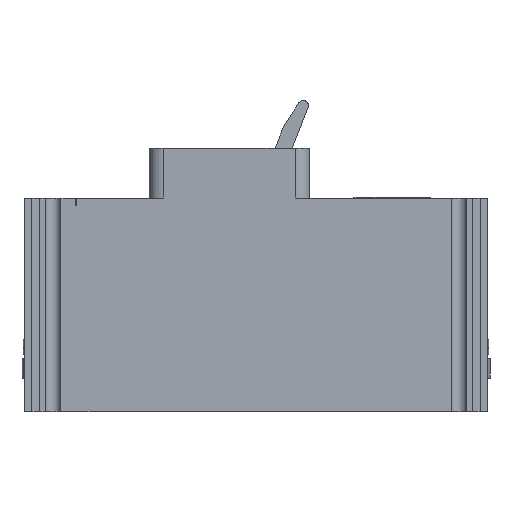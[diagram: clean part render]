
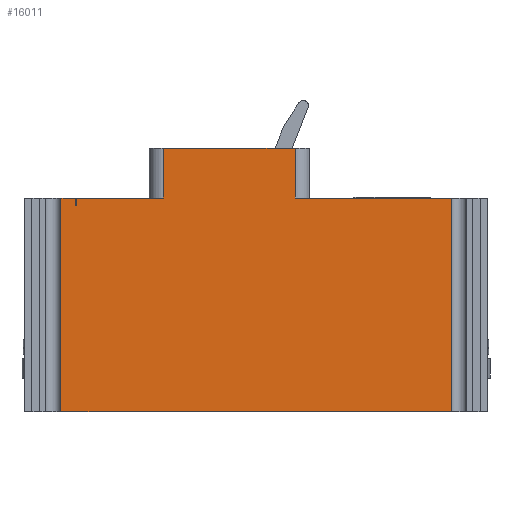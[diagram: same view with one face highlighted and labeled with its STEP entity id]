
A CAD part, left-side view. The second image highlights one B-rep face of the part: STEP entity #16011.
In plain terms, the highlighted planar face has unit normal (-1, 0, 0).
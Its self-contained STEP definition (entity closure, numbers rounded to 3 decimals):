
#134=DIRECTION('',(0.,1.,0.));
#135=VECTOR('',#134,37.);
#136=CARTESIAN_POINT('',(0.,69.124,-3.806));
#137=LINE('',#136,#135);
#141=DIRECTION('',(0.,-1.,0.));
#142=VECTOR('',#141,43.9);
#143=CARTESIAN_POINT('',(0.,69.124,-17.816));
#144=LINE('',#143,#142);
#148=DIRECTION('',(0.,0.,1.));
#149=VECTOR('',#148,60.);
#150=CARTESIAN_POINT('',(0.,25.224,-77.816));
#151=LINE('',#150,#149);
#155=DIRECTION('',(0.,1.,0.));
#156=VECTOR('',#155,109.7);
#157=CARTESIAN_POINT('',(0.,25.224,-77.816));
#158=LINE('',#157,#156);
#162=DIRECTION('',(0.,0.,1.));
#163=VECTOR('',#162,60.);
#164=CARTESIAN_POINT('',(0.,134.924,-77.816));
#165=LINE('',#164,#163);
#169=DIRECTION('',(0.,-1.,0.));
#170=VECTOR('',#169,4.);
#171=CARTESIAN_POINT('',(0.,134.924,-17.816));
#172=LINE('',#171,#170);
#176=DIRECTION('',(0.,0.,1.));
#177=VECTOR('',#176,2.1);
#178=CARTESIAN_POINT('',(0.,130.924,-19.916));
#179=LINE('',#178,#177);
#183=DIRECTION('',(0.,1.,0.));
#184=VECTOR('',#183,0.3);
#185=CARTESIAN_POINT('',(0.,130.624,-19.916));
#186=LINE('',#185,#184);
#190=DIRECTION('',(0.,0.,1.));
#191=VECTOR('',#190,2.1);
#192=CARTESIAN_POINT('',(0.,130.624,-19.916));
#193=LINE('',#192,#191);
#197=DIRECTION('',(0.,-1.,0.));
#198=VECTOR('',#197,24.5);
#199=CARTESIAN_POINT('',(0.,130.624,-17.816));
#200=LINE('',#199,#198);
#204=DIRECTION('',(0.,0.,1.));
#205=VECTOR('',#204,14.01);
#206=CARTESIAN_POINT('',(0.,106.124,-17.816));
#207=LINE('',#206,#205);
#10847=DIRECTION('',(0.,0.,1.));
#10848=VECTOR('',#10847,14.01);
#10849=CARTESIAN_POINT('',(0.,69.124,-17.816));
#10850=LINE('',#10849,#10848);
#15267=CARTESIAN_POINT('',(0.,106.124,-17.816));
#15269=VERTEX_POINT('',#15267);
#15270=CARTESIAN_POINT('',(0.,69.124,-17.816));
#15272=VERTEX_POINT('',#15270);
#15634=CARTESIAN_POINT('',(0.,130.624,-19.916));
#15635=CARTESIAN_POINT('',(0.,130.924,-19.916));
#15636=VERTEX_POINT('',#15634);
#15637=VERTEX_POINT('',#15635);
#15638=CARTESIAN_POINT('',(0.,130.624,-17.816));
#15639=VERTEX_POINT('',#15638);
#15640=CARTESIAN_POINT('',(0.,130.924,-17.816));
#15641=VERTEX_POINT('',#15640);
#15724=CARTESIAN_POINT('',(0.,25.224,-77.816));
#15725=CARTESIAN_POINT('',(0.,25.224,-17.816));
#15726=VERTEX_POINT('',#15724);
#15727=VERTEX_POINT('',#15725);
#15728=CARTESIAN_POINT('',(0.,134.924,-77.816));
#15729=CARTESIAN_POINT('',(0.,134.924,-17.816));
#15730=VERTEX_POINT('',#15728);
#15731=VERTEX_POINT('',#15729);
#15828=CARTESIAN_POINT('',(0.,69.124,-3.806));
#15829=CARTESIAN_POINT('',(0.,106.124,-3.806));
#15830=VERTEX_POINT('',#15828);
#15831=VERTEX_POINT('',#15829);
#15980=CARTESIAN_POINT('',(0.,0.,0.));
#15981=DIRECTION('',(1.,0.,0.));
#15982=DIRECTION('',(0.,0.,-1.));
#15983=AXIS2_PLACEMENT_3D('',#15980,#15981,#15982);
#15984=PLANE('',#15983);
#15986=ORIENTED_EDGE('',*,*,#15985,.F.);
#15988=ORIENTED_EDGE('',*,*,#15987,.F.);
#15990=ORIENTED_EDGE('',*,*,#15989,.T.);
#15992=ORIENTED_EDGE('',*,*,#15991,.F.);
#15994=ORIENTED_EDGE('',*,*,#15993,.T.);
#15996=ORIENTED_EDGE('',*,*,#15995,.T.);
#15998=ORIENTED_EDGE('',*,*,#15997,.T.);
#16000=ORIENTED_EDGE('',*,*,#15999,.F.);
#16002=ORIENTED_EDGE('',*,*,#16001,.F.);
#16004=ORIENTED_EDGE('',*,*,#16003,.T.);
#16006=ORIENTED_EDGE('',*,*,#16005,.T.);
#16008=ORIENTED_EDGE('',*,*,#16007,.T.);
#16009=EDGE_LOOP('',(#15986,#15988,#15990,#15992,#15994,#15996,#15998,#16000,
#16002,#16004,#16006,#16008));
#16010=FACE_OUTER_BOUND('',#16009,.F.);
#15985=EDGE_CURVE('',#15830,#15831,#137,.T.);
#15987=EDGE_CURVE('',#15272,#15830,#10850,.T.);
#15989=EDGE_CURVE('',#15272,#15727,#144,.T.);
#15991=EDGE_CURVE('',#15726,#15727,#151,.T.);
#15993=EDGE_CURVE('',#15726,#15730,#158,.T.);
#15995=EDGE_CURVE('',#15730,#15731,#165,.T.);
#15997=EDGE_CURVE('',#15731,#15641,#172,.T.);
#15999=EDGE_CURVE('',#15637,#15641,#179,.T.);
#16001=EDGE_CURVE('',#15636,#15637,#186,.T.);
#16003=EDGE_CURVE('',#15636,#15639,#193,.T.);
#16005=EDGE_CURVE('',#15639,#15269,#200,.T.);
#16007=EDGE_CURVE('',#15269,#15831,#207,.T.);
#16011=ADVANCED_FACE('',(#16010),#15984,.F.);
